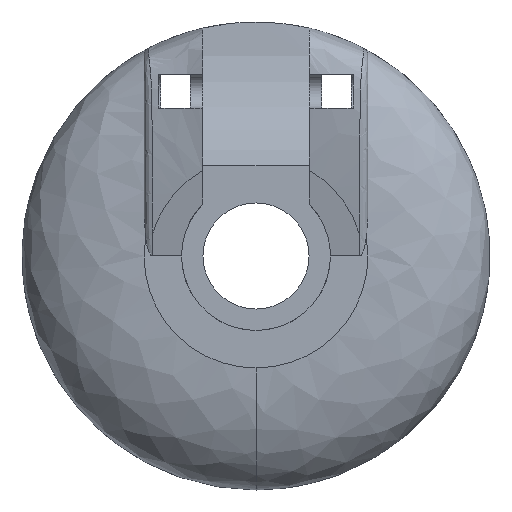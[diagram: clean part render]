
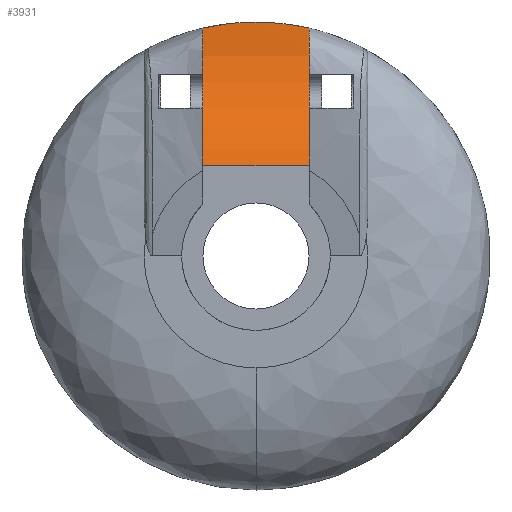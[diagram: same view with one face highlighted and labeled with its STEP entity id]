
A CAD part, front view. The second image highlights one B-rep face of the part: STEP entity #3931.
In plain terms, the highlighted cylindrical face has radius 19.294 mm (diameter 38.589 mm), a partial arc.
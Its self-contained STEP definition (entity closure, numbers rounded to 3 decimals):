
#37 = B_SPLINE_CURVE_WITH_KNOTS ( 'NONE', 3,
 ( #3431, #6530, #8766, #441, #9626, #7439 ),
 .UNSPECIFIED., .F., .F.,
 ( 4, 2, 4 ),
 ( 0.006, 0.01, 0.013 ),
 .UNSPECIFIED. ) ;
#306 = CARTESIAN_POINT ( 'NONE',  ( -6.35, 4.7, 10.7 ) ) ;
#441 = CARTESIAN_POINT ( 'NONE',  ( 4.248, 14.007, 27.494 ) ) ;
#576 = DIRECTION ( 'NONE',  ( 1., 0., 0. ) ) ;
#584 = DIRECTION ( 'NONE',  ( 1., 0., 0. ) ) ;
#653 = EDGE_CURVE ( 'NONE', #4978, #2982, #5664, .T. ) ;
#1074 = CARTESIAN_POINT ( 'NONE',  ( -6.35, 14.008, 27.065 ) ) ;
#1119 = CARTESIAN_POINT ( 'NONE',  ( 6.35, 4.7, 10.7 ) ) ;
#1225 = CARTESIAN_POINT ( 'NONE',  ( 6.35, -5.285, 27.21 ) ) ;
#1533 = VERTEX_POINT ( 'NONE', #1119 ) ;
#1560 = CIRCLE ( 'NONE', #3343, 19.294 ) ;
#2311 = DIRECTION ( 'NONE',  ( 1., 0., 0. ) ) ;
#2757 = ORIENTED_EDGE ( 'NONE', *, *, #653, .F. ) ;
#2948 = ORIENTED_EDGE ( 'NONE', *, *, #9115, .F. ) ;
#2952 = CYLINDRICAL_SURFACE ( 'NONE', #8020, 19.294 ) ;
#2982 = VERTEX_POINT ( 'NONE', #6996 ) ;
#3343 = AXIS2_PLACEMENT_3D ( 'NONE', #6070, #2311, #8455 ) ;
#3431 = CARTESIAN_POINT ( 'NONE',  ( 0., 14., 27.8 ) ) ;
#3670 = FACE_OUTER_BOUND ( 'NONE', #5243, .T. ) ;
#3844 = CARTESIAN_POINT ( 'NONE',  ( 0., 14., 27.8 ) ) ;
#3901 = EDGE_CURVE ( 'NONE', #6919, #1533, #9912, .T. ) ;
#3931 = ADVANCED_FACE ( 'NONE', ( #3670 ), #2952, .F. ) ;
#4371 = DIRECTION ( 'NONE',  ( 0., 0., 1. ) ) ;
#4943 = VECTOR ( 'NONE', #576, 1000. ) ;
#4978 = VERTEX_POINT ( 'NONE', #1074 ) ;
#5243 = EDGE_LOOP ( 'NONE', ( #7149, #7025, #5555, #2757, #2948 ) ) ;
#5278 = CIRCLE ( 'NONE', #9166, 19.294 ) ;
#5369 = CARTESIAN_POINT ( 'NONE',  ( -2.126, 14.002, 27.739 ) ) ;
#5468 = CARTESIAN_POINT ( 'NONE',  ( -1.065, 14., 27.8 ) ) ;
#5555 = ORIENTED_EDGE ( 'NONE', *, *, #5839, .F. ) ;
#5664 = B_SPLINE_CURVE_WITH_KNOTS ( 'NONE', 3,
 ( #9888, #7643, #9219, #5369, #5468, #3844 ),
 .UNSPECIFIED., .F., .F.,
 ( 4, 2, 4 ),
 ( 0., 0.003, 0.006 ),
 .UNSPECIFIED. ) ;
#5839 = EDGE_CURVE ( 'NONE', #2982, #6368, #37, .T. ) ;
#6070 = CARTESIAN_POINT ( 'NONE',  ( -6.35, -5.285, 27.21 ) ) ;
#6232 = EDGE_CURVE ( 'NONE', #1533, #6368, #5278, .T. ) ;
#6368 = VERTEX_POINT ( 'NONE', #6949 ) ;
#6530 = CARTESIAN_POINT ( 'NONE',  ( 1.058, 14., 27.8 ) ) ;
#6919 = VERTEX_POINT ( 'NONE', #306 ) ;
#6949 = CARTESIAN_POINT ( 'NONE',  ( 6.35, 14.008, 27.065 ) ) ;
#6996 = CARTESIAN_POINT ( 'NONE',  ( 0., 14., 27.8 ) ) ;
#7025 = ORIENTED_EDGE ( 'NONE', *, *, #6232, .T. ) ;
#7149 = ORIENTED_EDGE ( 'NONE', *, *, #3901, .T. ) ;
#7439 = CARTESIAN_POINT ( 'NONE',  ( 6.35, 14.008, 27.065 ) ) ;
#7523 = CARTESIAN_POINT ( 'NONE',  ( -6.35, 4.7, 10.7 ) ) ;
#7628 = DIRECTION ( 'NONE',  ( 0., 0., -1. ) ) ;
#7643 = CARTESIAN_POINT ( 'NONE',  ( -5.298, 14.01, 27.312 ) ) ;
#8020 = AXIS2_PLACEMENT_3D ( 'NONE', #9145, #584, #7628 ) ;
#8455 = DIRECTION ( 'NONE',  ( 0., 0., 1. ) ) ;
#8766 = CARTESIAN_POINT ( 'NONE',  ( 2.119, 14.002, 27.74 ) ) ;
#9115 = EDGE_CURVE ( 'NONE', #6919, #4978, #1560, .T. ) ;
#9145 = CARTESIAN_POINT ( 'NONE',  ( -6.35, -5.285, 27.21 ) ) ;
#9166 = AXIS2_PLACEMENT_3D ( 'NONE', #1225, #9750, #4371 ) ;
#9219 = CARTESIAN_POINT ( 'NONE',  ( -4.243, 14.007, 27.495 ) ) ;
#9626 = CARTESIAN_POINT ( 'NONE',  ( 5.305, 14.01, 27.31 ) ) ;
#9750 = DIRECTION ( 'NONE',  ( 1., 0., 0. ) ) ;
#9888 = CARTESIAN_POINT ( 'NONE',  ( -6.35, 14.008, 27.065 ) ) ;
#9912 = LINE ( 'NONE', #7523, #4943 ) ;
